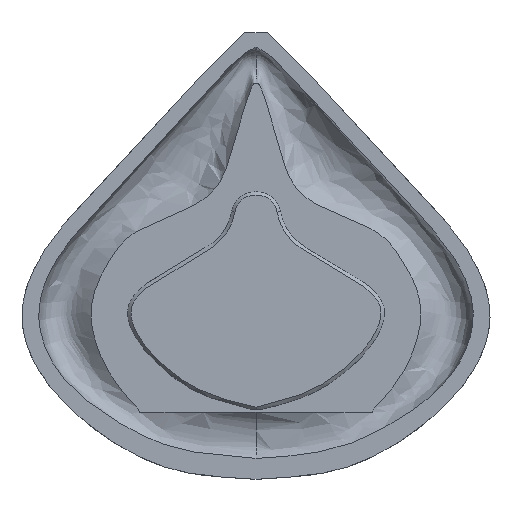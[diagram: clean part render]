
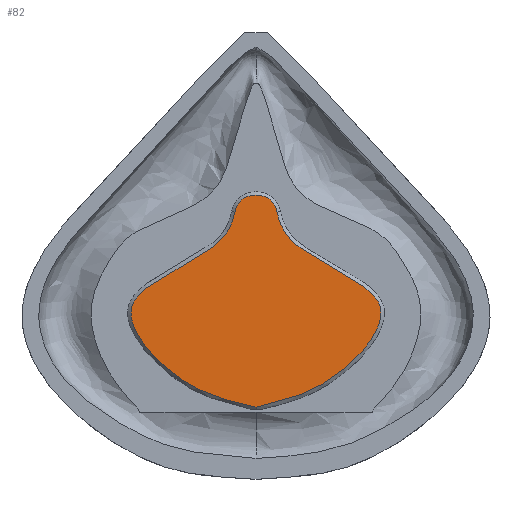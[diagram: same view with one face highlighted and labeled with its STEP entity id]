
A CAD part, top view. The second image highlights one B-rep face of the part: STEP entity #82.
In plain terms, the highlighted planar face has unit normal (0, 0, 1).
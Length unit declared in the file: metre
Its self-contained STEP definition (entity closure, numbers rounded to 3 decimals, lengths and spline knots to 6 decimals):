
#82 = ADVANCED_FACE( '', ( #166 ), #167, .F. );
#166 = FACE_OUTER_BOUND( '', #503, .T. );
#167 = PLANE( '', #504 );
#503 = EDGE_LOOP( '', ( #3979, #3980, #3981, #3982, #3983 ) );
#504 = AXIS2_PLACEMENT_3D( '', #3984, #3985, #3986 );
#3979 = ORIENTED_EDGE( '', *, *, #4102, .T. );
#3980 = ORIENTED_EDGE( '', *, *, #4064, .T. );
#3981 = ORIENTED_EDGE( '', *, *, #4091, .T. );
#3982 = ORIENTED_EDGE( '', *, *, #4077, .T. );
#3983 = ORIENTED_EDGE( '', *, *, #4060, .T. );
#3984 = CARTESIAN_POINT( '', ( 0.000254, 0.009299, -0.0094 ) );
#3985 = DIRECTION( '', ( 0., 0., -1. ) );
#3986 = DIRECTION( '', ( 1., 0., 0. ) );
#4060 = EDGE_CURVE( '', #4159, #4157, #4160, .T. );
#4064 = EDGE_CURVE( '', #4166, #4164, #4167, .T. );
#4077 = EDGE_CURVE( '', #4186, #4159, #4187, .T. );
#4091 = EDGE_CURVE( '', #4164, #4186, #4204, .F. );
#4102 = EDGE_CURVE( '', #4157, #4166, #4216, .F. );
#4157 = VERTEX_POINT( '', #4654 );
#4159 = VERTEX_POINT( '', #4659 );
#4160 = B_SPLINE_CURVE_WITH_KNOTS( '', 2, ( #4660, #4661, #4662, #4663, #4664, #4665, #4666, #4667, #4668, #4669, #4670, #4671, #4672, #4673, #4674, #4675, #4676, #4677, #4678, #4679, #4680, #4681, #4682, #4683, #4684, #4685, #4686, #4687, #4688, #4689, #4690, #4691, #4692, #4693, #4694 ), .UNSPECIFIED., .F., .F., ( 3, 2, 2, 2, 2, 2, 2, 2, 2, 2, 2, 2, 2, 2, 2, 2, 2, 3 ), ( 0., 0.0625, 0.125, 0.1875, 0.25, 0.3125, 0.375, 0.4375, 0.5, 0.53125, 0.5625, 0.625, 0.6875, 0.75, 0.8125, 0.875, 0.9375, 1. ), .UNSPECIFIED. );
#4164 = VERTEX_POINT( '', #4701 );
#4166 = VERTEX_POINT( '', #4704 );
#4167 = LINE( '', #4705, #4706 );
#4186 = VERTEX_POINT( '', #5003 );
#4187 = B_SPLINE_CURVE_WITH_KNOTS( '', 2, ( #5004, #5005, #5006, #5007, #5008, #5009, #5010, #5011, #5012, #5013, #5014, #5015, #5016, #5017, #5018, #5019, #5020, #5021, #5022, #5023, #5024, #5025, #5026, #5027, #5028, #5029, #5030, #5031, #5032, #5033, #5034, #5035, #5036, #5037, #5038 ), .UNSPECIFIED., .F., .F., ( 3, 2, 2, 2, 2, 2, 2, 2, 2, 2, 2, 2, 2, 2, 2, 2, 2, 3 ), ( 0., 0.0625, 0.125, 0.1875, 0.25, 0.3125, 0.375, 0.4375, 0.46875, 0.5, 0.5625, 0.625, 0.6875, 0.75, 0.8125, 0.875, 0.9375, 1. ), .UNSPECIFIED. );
#4204 = CIRCLE( '', #5333, 0.006 );
#4216 = CIRCLE( '', #5425, 0.006 );
#4654 = CARTESIAN_POINT( '', ( 0.006289, 0.02021, -0.0094 ) );
#4659 = CARTESIAN_POINT( '', ( 0., -0.038534, -0.0094 ) );
#4660 = CARTESIAN_POINT( '', ( 0., -0.038534, -0.0094 ) );
#4661 = CARTESIAN_POINT( '', ( 0.004191, -0.037561, -0.0094 ) );
#4662 = CARTESIAN_POINT( '', ( 0.005744, -0.037168, -0.0094 ) );
#4663 = CARTESIAN_POINT( '', ( 0.008922, -0.036365, -0.0094 ) );
#4664 = CARTESIAN_POINT( '', ( 0.011408, -0.035517, -0.0094 ) );
#4665 = CARTESIAN_POINT( '', ( 0.014316, -0.034525, -0.0094 ) );
#4666 = CARTESIAN_POINT( '', ( 0.016904, -0.033267, -0.0094 ) );
#4667 = CARTESIAN_POINT( '', ( 0.019556, -0.031978, -0.0094 ) );
#4668 = CARTESIAN_POINT( '', ( 0.022051, -0.030323, -0.0094 ) );
#4669 = CARTESIAN_POINT( '', ( 0.024462, -0.028724, -0.0094 ) );
#4670 = CARTESIAN_POINT( '', ( 0.026758, -0.026774, -0.0094 ) );
#4671 = CARTESIAN_POINT( '', ( 0.029108, -0.024778, -0.0094 ) );
#4672 = CARTESIAN_POINT( '', ( 0.031053, -0.02267, -0.0094 ) );
#4673 = CARTESIAN_POINT( '', ( 0.033227, -0.020314, -0.0094 ) );
#4674 = CARTESIAN_POINT( '', ( 0.034726, -0.018007, -0.0094 ) );
#4675 = CARTESIAN_POINT( '', ( 0.036593, -0.015136, -0.0094 ) );
#4676 = CARTESIAN_POINT( '', ( 0.037229, -0.012609, -0.0094 ) );
#4677 = CARTESIAN_POINT( '', ( 0.037628, -0.011023, -0.0094 ) );
#4678 = CARTESIAN_POINT( '', ( 0.037515, -0.009631, -0.0094 ) );
#4679 = CARTESIAN_POINT( '', ( 0.037394, -0.008134, -0.0094 ) );
#4680 = CARTESIAN_POINT( '', ( 0.03663, -0.006789, -0.0094 ) );
#4681 = CARTESIAN_POINT( '', ( 0.035437, -0.004689, -0.0094 ) );
#4682 = CARTESIAN_POINT( '', ( 0.032566, -0.002474, -0.0094 ) );
#4683 = CARTESIAN_POINT( '', ( 0.030608, -0.000964, -0.0094 ) );
#4684 = CARTESIAN_POINT( '', ( 0.02758, 0.000825, -0.0094 ) );
#4685 = CARTESIAN_POINT( '', ( 0.026002, 0.001757, -0.0094 ) );
#4686 = CARTESIAN_POINT( '', ( 0.022364, 0.003759, -0.0094 ) );
#4687 = CARTESIAN_POINT( '', ( 0.018941, 0.005642, -0.0094 ) );
#4688 = CARTESIAN_POINT( '', ( 0.017161, 0.006713, -0.0094 ) );
#4689 = CARTESIAN_POINT( '', ( 0.014105, 0.008551, -0.0094 ) );
#4690 = CARTESIAN_POINT( '', ( 0.012232, 0.010116, -0.0094 ) );
#4691 = CARTESIAN_POINT( '', ( 0.009763, 0.012177, -0.0094 ) );
#4692 = CARTESIAN_POINT( '', ( 0.008325, 0.014626, -0.0094 ) );
#4693 = CARTESIAN_POINT( '', ( 0.006879, 0.017088, -0.0094 ) );
#4694 = CARTESIAN_POINT( '', ( 0.006289, 0.02021, -0.0094 ) );
#4701 = CARTESIAN_POINT( '', ( -0.000395, 0.025088, -0.0094 ) );
#4704 = CARTESIAN_POINT( '', ( 0.000395, 0.025088, -0.0094 ) );
#4705 = CARTESIAN_POINT( '', ( -0.000395, 0.025088, -0.0094 ) );
#4706 = VECTOR( '', #5526, 1. );
#5003 = CARTESIAN_POINT( '', ( -0.006289, 0.02021, -0.0094 ) );
#5004 = CARTESIAN_POINT( '', ( -0.006289, 0.02021, -0.0094 ) );
#5005 = CARTESIAN_POINT( '', ( -0.006879, 0.017089, -0.0094 ) );
#5006 = CARTESIAN_POINT( '', ( -0.008325, 0.014626, -0.0094 ) );
#5007 = CARTESIAN_POINT( '', ( -0.009762, 0.012178, -0.0094 ) );
#5008 = CARTESIAN_POINT( '', ( -0.012232, 0.010116, -0.0094 ) );
#5009 = CARTESIAN_POINT( '', ( -0.014104, 0.008552, -0.0094 ) );
#5010 = CARTESIAN_POINT( '', ( -0.017161, 0.006713, -0.0094 ) );
#5011 = CARTESIAN_POINT( '', ( -0.01894, 0.005642, -0.0094 ) );
#5012 = CARTESIAN_POINT( '', ( -0.022364, 0.003759, -0.0094 ) );
#5013 = CARTESIAN_POINT( '', ( -0.026001, 0.001758, -0.0094 ) );
#5014 = CARTESIAN_POINT( '', ( -0.02758, 0.000825, -0.0094 ) );
#5015 = CARTESIAN_POINT( '', ( -0.030607, -0.000963, -0.0094 ) );
#5016 = CARTESIAN_POINT( '', ( -0.032566, -0.002474, -0.0094 ) );
#5017 = CARTESIAN_POINT( '', ( -0.035436, -0.004688, -0.0094 ) );
#5018 = CARTESIAN_POINT( '', ( -0.03663, -0.006789, -0.0094 ) );
#5019 = CARTESIAN_POINT( '', ( -0.037393, -0.008133, -0.0094 ) );
#5020 = CARTESIAN_POINT( '', ( -0.037515, -0.009631, -0.0094 ) );
#5021 = CARTESIAN_POINT( '', ( -0.037628, -0.011022, -0.0094 ) );
#5022 = CARTESIAN_POINT( '', ( -0.037229, -0.012609, -0.0094 ) );
#5023 = CARTESIAN_POINT( '', ( -0.036593, -0.015134, -0.0094 ) );
#5024 = CARTESIAN_POINT( '', ( -0.034726, -0.018007, -0.0094 ) );
#5025 = CARTESIAN_POINT( '', ( -0.033228, -0.020312, -0.0094 ) );
#5026 = CARTESIAN_POINT( '', ( -0.031053, -0.02267, -0.0094 ) );
#5027 = CARTESIAN_POINT( '', ( -0.02911, -0.024777, -0.0094 ) );
#5028 = CARTESIAN_POINT( '', ( -0.026758, -0.026774, -0.0094 ) );
#5029 = CARTESIAN_POINT( '', ( -0.024463, -0.028723, -0.0094 ) );
#5030 = CARTESIAN_POINT( '', ( -0.022051, -0.030323, -0.0094 ) );
#5031 = CARTESIAN_POINT( '', ( -0.019557, -0.031978, -0.0094 ) );
#5032 = CARTESIAN_POINT( '', ( -0.016904, -0.033267, -0.0094 ) );
#5033 = CARTESIAN_POINT( '', ( -0.014317, -0.034525, -0.0094 ) );
#5034 = CARTESIAN_POINT( '', ( -0.011408, -0.035517, -0.0094 ) );
#5035 = CARTESIAN_POINT( '', ( -0.008924, -0.036365, -0.0094 ) );
#5036 = CARTESIAN_POINT( '', ( -0.005744, -0.037168, -0.0094 ) );
#5037 = CARTESIAN_POINT( '', ( -0.004192, -0.037561, -0.0094 ) );
#5038 = CARTESIAN_POINT( '', ( 0., -0.038534, -0.0094 ) );
#5333 = AXIS2_PLACEMENT_3D( '', #5540, #5541, #5542 );
#5425 = AXIS2_PLACEMENT_3D( '', #5552, #5553, #5554 );
#5526 = DIRECTION( '', ( -1., 0., 0. ) );
#5540 = CARTESIAN_POINT( '', ( -0.000395, 0.019088, -0.0094 ) );
#5541 = DIRECTION( '', ( 0., 0., -1. ) );
#5542 = DIRECTION( '', ( -1., 0., 0. ) );
#5552 = CARTESIAN_POINT( '', ( 0.000395, 0.019088, -0.0094 ) );
#5553 = DIRECTION( '', ( 0., 0., -1. ) );
#5554 = DIRECTION( '', ( -1., 0., 0. ) );
